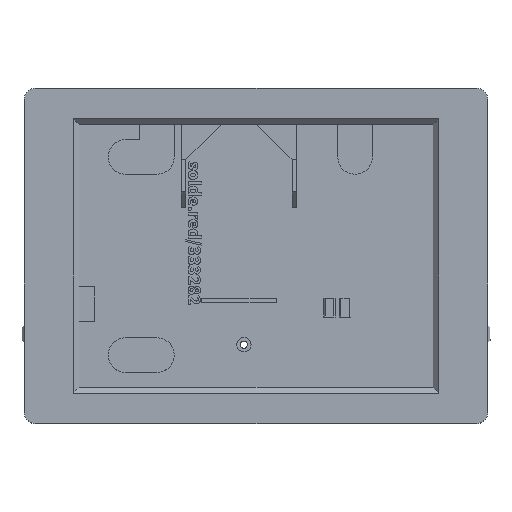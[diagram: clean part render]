
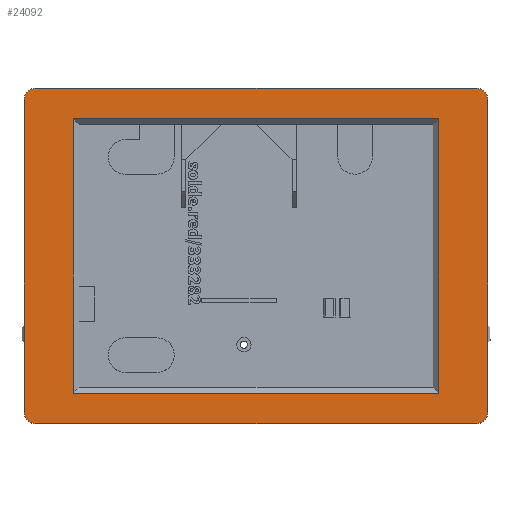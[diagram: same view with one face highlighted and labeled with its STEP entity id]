
A CAD part, top view. The second image highlights one B-rep face of the part: STEP entity #24092.
In plain terms, the highlighted face is planar.
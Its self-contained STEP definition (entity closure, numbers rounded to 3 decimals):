
#590=FACE_BOUND('',#2946,.T.);
#1445=CIRCLE('',#25458,4.);
#1446=CIRCLE('',#25461,4.);
#1447=CIRCLE('',#25462,4.);
#1448=CIRCLE('',#25463,4.);
#1617=FACE_OUTER_BOUND('',#2945,.T.);
#2945=EDGE_LOOP('',(#16171,#16172,#16173,#16174,#16175,#16176,#16177,#16178));
#2946=EDGE_LOOP('',(#16179,#16180,#16181,#16182));
#4425=LINE('',#31776,#7143);
#4434=LINE('',#31798,#7152);
#4436=LINE('',#31804,#7154);
#4437=LINE('',#31808,#7155);
#4438=LINE('',#31812,#7156);
#4439=LINE('',#31814,#7157);
#4440=LINE('',#31816,#7158);
#4441=LINE('',#31817,#7159);
#7143=VECTOR('',#26699,10.);
#7152=VECTOR('',#26726,10.);
#7154=VECTOR('',#26732,10.);
#7155=VECTOR('',#26735,10.);
#7156=VECTOR('',#26738,10.);
#7157=VECTOR('',#26739,10.);
#7158=VECTOR('',#26740,10.);
#7159=VECTOR('',#26741,10.);
#9838=VERTEX_POINT('',#31773);
#9839=VERTEX_POINT('',#31775);
#9842=VERTEX_POINT('',#31793);
#9843=VERTEX_POINT('',#31797);
#9844=VERTEX_POINT('',#31801);
#9845=VERTEX_POINT('',#31803);
#9846=VERTEX_POINT('',#31805);
#9847=VERTEX_POINT('',#31807);
#9848=VERTEX_POINT('',#31810);
#9849=VERTEX_POINT('',#31811);
#9850=VERTEX_POINT('',#31813);
#9851=VERTEX_POINT('',#31815);
#12324=EDGE_CURVE('',#9838,#9839,#4425,.T.);
#12332=EDGE_CURVE('',#9839,#9842,#1445,.T.);
#12334=EDGE_CURVE('',#9842,#9843,#4434,.T.);
#12336=EDGE_CURVE('',#9844,#9838,#1446,.T.);
#12337=EDGE_CURVE('',#9845,#9844,#4436,.T.);
#12338=EDGE_CURVE('',#9846,#9845,#1447,.T.);
#12339=EDGE_CURVE('',#9847,#9846,#4437,.T.);
#12340=EDGE_CURVE('',#9843,#9847,#1448,.T.);
#12341=EDGE_CURVE('',#9848,#9849,#4438,.T.);
#12342=EDGE_CURVE('',#9850,#9848,#4439,.T.);
#12343=EDGE_CURVE('',#9851,#9850,#4440,.T.);
#12344=EDGE_CURVE('',#9849,#9851,#4441,.T.);
#16171=ORIENTED_EDGE('',*,*,#12332,.F.);
#16172=ORIENTED_EDGE('',*,*,#12324,.F.);
#16173=ORIENTED_EDGE('',*,*,#12336,.F.);
#16174=ORIENTED_EDGE('',*,*,#12337,.F.);
#16175=ORIENTED_EDGE('',*,*,#12338,.F.);
#16176=ORIENTED_EDGE('',*,*,#12339,.F.);
#16177=ORIENTED_EDGE('',*,*,#12340,.F.);
#16178=ORIENTED_EDGE('',*,*,#12334,.F.);
#16179=ORIENTED_EDGE('',*,*,#12341,.F.);
#16180=ORIENTED_EDGE('',*,*,#12342,.F.);
#16181=ORIENTED_EDGE('',*,*,#12343,.F.);
#16182=ORIENTED_EDGE('',*,*,#12344,.F.);
#23228=PLANE('',#25460);
#24092=ADVANCED_FACE('',(#1617,#590),#23228,.F.);
#25458=AXIS2_PLACEMENT_3D('',#31794,#26721,#26722);
#25460=AXIS2_PLACEMENT_3D('',#31800,#26728,#26729);
#25461=AXIS2_PLACEMENT_3D('',#31802,#26730,#26731);
#25462=AXIS2_PLACEMENT_3D('',#31806,#26733,#26734);
#25463=AXIS2_PLACEMENT_3D('',#31809,#26736,#26737);
#26699=DIRECTION('',(0.,-1.,0.));
#26721=DIRECTION('center_axis',(0.,0.,1.));
#26722=DIRECTION('ref_axis',(-0.707,-0.707,0.));
#26726=DIRECTION('',(1.,0.,0.));
#26728=DIRECTION('center_axis',(0.,0.,1.));
#26729=DIRECTION('ref_axis',(1.,0.,0.));
#26730=DIRECTION('center_axis',(0.,0.,1.));
#26731=DIRECTION('ref_axis',(-0.707,0.707,0.));
#26732=DIRECTION('',(-1.,0.,0.));
#26733=DIRECTION('center_axis',(0.,0.,1.));
#26734=DIRECTION('ref_axis',(0.707,0.707,0.));
#26735=DIRECTION('',(0.,1.,0.));
#26736=DIRECTION('center_axis',(0.,0.,1.));
#26737=DIRECTION('ref_axis',(0.707,-0.707,0.));
#26738=DIRECTION('',(0.,-1.,0.));
#26739=DIRECTION('',(1.,0.,0.));
#26740=DIRECTION('',(0.,1.,0.));
#26741=DIRECTION('',(-1.,0.,0.));
#31773=CARTESIAN_POINT('',(-80.7,54.4,0.));
#31775=CARTESIAN_POINT('',(-80.7,-54.4,0.));
#31776=CARTESIAN_POINT('',(-80.7,58.4,0.));
#31793=CARTESIAN_POINT('',(-76.7,-58.4,0.));
#31794=CARTESIAN_POINT('Origin',(-76.7,-54.4,0.));
#31797=CARTESIAN_POINT('',(76.7,-58.4,0.));
#31798=CARTESIAN_POINT('',(-80.7,-58.4,0.));
#31800=CARTESIAN_POINT('Origin',(0.,0.,
0.));
#31801=CARTESIAN_POINT('',(-76.7,58.4,0.));
#31802=CARTESIAN_POINT('Origin',(-76.7,54.4,0.));
#31803=CARTESIAN_POINT('',(76.7,58.4,0.));
#31804=CARTESIAN_POINT('',(80.7,58.4,0.));
#31805=CARTESIAN_POINT('',(80.7,54.4,0.));
#31806=CARTESIAN_POINT('Origin',(76.7,54.4,0.));
#31807=CARTESIAN_POINT('',(80.7,-54.4,0.));
#31808=CARTESIAN_POINT('',(80.7,-58.4,0.));
#31809=CARTESIAN_POINT('Origin',(76.7,-54.4,0.));
#31810=CARTESIAN_POINT('',(63.7,47.8,0.));
#31811=CARTESIAN_POINT('',(63.7,-47.8,0.));
#31812=CARTESIAN_POINT('',(63.7,22.9,0.));
#31813=CARTESIAN_POINT('',(-63.7,47.8,0.));
#31814=CARTESIAN_POINT('',(-30.85,47.8,0.));
#31815=CARTESIAN_POINT('',(-63.7,-47.8,0.));
#31816=CARTESIAN_POINT('',(-63.7,-22.9,0.));
#31817=CARTESIAN_POINT('',(30.85,-47.8,0.));
